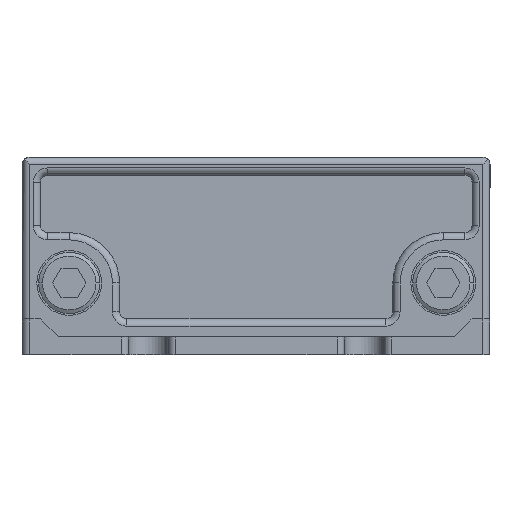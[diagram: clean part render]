
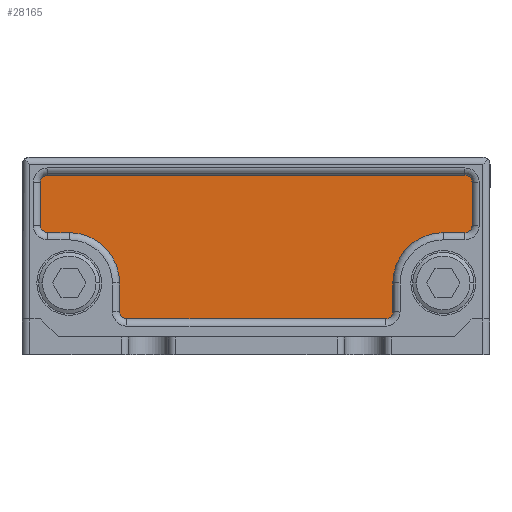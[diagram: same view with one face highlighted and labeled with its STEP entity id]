
A CAD part, left-side view. The second image highlights one B-rep face of the part: STEP entity #28165.
In plain terms, the highlighted planar face has unit normal (-1, 0, 0).
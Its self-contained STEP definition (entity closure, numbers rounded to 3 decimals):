
#27497=CARTESIAN_POINT('',(22.5,13.5,6.));
#27498=VERTEX_POINT('',#27497);
#27505=CARTESIAN_POINT('',(22.5,14.5,5.));
#27506=VERTEX_POINT('',#27505);
#27507=CARTESIAN_POINT('',(22.5,14.5,6.));
#27508=DIRECTION('',(-1.0,0.0,0.0));
#27509=DIRECTION('',(0.0,-1.0,0.0));
#27510=AXIS2_PLACEMENT_3D('',#27507,#27508,#27509);
#27511=CIRCLE('',#27510,1.0);
#27512=EDGE_CURVE('',#27506,#27498,#27511,.T.);
#27529=CARTESIAN_POINT('',(22.5,13.5,10.0));
#27530=VERTEX_POINT('',#27529);
#27537=CARTESIAN_POINT('',(22.5,13.5,10.0));
#27538=DIRECTION('',(0.0,0.0,-1.0));
#27539=VECTOR('',#27538,4.);
#27540=LINE('',#27537,#27539);
#27541=EDGE_CURVE('',#27530,#27498,#27540,.T.);
#27553=CARTESIAN_POINT('',(22.5,6.5,17.0));
#27554=VERTEX_POINT('',#27553);
#27561=CARTESIAN_POINT('',(22.5,6.5,10.0));
#27562=DIRECTION('',(-1.0,0.0,0.0));
#27563=DIRECTION('',(0.0,-1.0,0.0));
#27564=AXIS2_PLACEMENT_3D('',#27561,#27562,#27563);
#27565=CIRCLE('',#27564,7.0);
#27566=EDGE_CURVE('',#27554,#27530,#27565,.T.);
#27578=CARTESIAN_POINT('',(22.5,3.5,17.0));
#27579=VERTEX_POINT('',#27578);
#27586=CARTESIAN_POINT('',(22.5,6.5,17.0));
#27587=DIRECTION('',(0.0,-1.0,0.0));
#27588=VECTOR('',#27587,3.0);
#27589=LINE('',#27586,#27588);
#27590=EDGE_CURVE('',#27554,#27579,#27589,.T.);
#27602=CARTESIAN_POINT('',(22.5,2.5,18.0));
#27603=VERTEX_POINT('',#27602);
#27610=CARTESIAN_POINT('',(22.5,3.5,18.0));
#27611=DIRECTION('',(-1.0,0.0,0.0));
#27612=DIRECTION('',(0.0,-1.0,0.0));
#27613=AXIS2_PLACEMENT_3D('',#27610,#27611,#27612);
#27614=CIRCLE('',#27613,1.0);
#27615=EDGE_CURVE('',#27579,#27603,#27614,.T.);
#27627=CARTESIAN_POINT('',(22.5,2.5,24.));
#27628=VERTEX_POINT('',#27627);
#27635=CARTESIAN_POINT('',(22.5,2.5,24.));
#27636=DIRECTION('',(0.0,0.0,-1.0));
#27637=VECTOR('',#27636,6.0);
#27638=LINE('',#27635,#27637);
#27639=EDGE_CURVE('',#27628,#27603,#27638,.T.);
#27651=CARTESIAN_POINT('',(22.5,3.5,25.));
#27652=VERTEX_POINT('',#27651);
#27659=CARTESIAN_POINT('',(22.5,3.5,24.));
#27660=DIRECTION('',(-1.0,0.0,0.0));
#27661=DIRECTION('',(0.0,-1.0,0.0));
#27662=AXIS2_PLACEMENT_3D('',#27659,#27660,#27661);
#27663=CIRCLE('',#27662,1.0);
#27664=EDGE_CURVE('',#27628,#27652,#27663,.T.);
#27676=CARTESIAN_POINT('',(22.5,61.5,25.0));
#27677=VERTEX_POINT('',#27676);
#27684=CARTESIAN_POINT('',(22.5,61.5,25.0));
#27685=DIRECTION('',(0.0,-1.0,0.0));
#27686=VECTOR('',#27685,58.0);
#27687=LINE('',#27684,#27686);
#27688=EDGE_CURVE('',#27677,#27652,#27687,.T.);
#27960=CARTESIAN_POINT('',(22.5,50.5,5.));
#27961=VERTEX_POINT('',#27960);
#27962=CARTESIAN_POINT('',(22.5,50.5,5.));
#27963=DIRECTION('',(0.0,-1.0,0.0));
#27964=VECTOR('',#27963,36.0);
#27965=LINE('',#27962,#27964);
#27966=EDGE_CURVE('',#27961,#27506,#27965,.T.);
#27984=CARTESIAN_POINT('',(22.5,51.5,6.));
#27985=VERTEX_POINT('',#27984);
#27986=CARTESIAN_POINT('',(22.5,50.5,6.));
#27987=DIRECTION('',(-1.0,0.0,0.0));
#27988=DIRECTION('',(0.0,-1.0,0.0));
#27989=AXIS2_PLACEMENT_3D('',#27986,#27987,#27988);
#27990=CIRCLE('',#27989,1.0);
#27991=EDGE_CURVE('',#27985,#27961,#27990,.T.);
#28009=CARTESIAN_POINT('',(22.5,51.5,10.0));
#28010=VERTEX_POINT('',#28009);
#28011=CARTESIAN_POINT('',(22.5,51.5,10.0));
#28012=DIRECTION('',(0.0,0.0,-1.0));
#28013=VECTOR('',#28012,4.);
#28014=LINE('',#28011,#28013);
#28015=EDGE_CURVE('',#28010,#27985,#28014,.T.);
#28033=CARTESIAN_POINT('',(22.5,58.5,17.0));
#28034=VERTEX_POINT('',#28033);
#28035=CARTESIAN_POINT('',(22.5,58.5,10.0));
#28036=DIRECTION('',(-1.0,0.0,0.0));
#28037=DIRECTION('',(0.0,-1.0,0.0));
#28038=AXIS2_PLACEMENT_3D('',#28035,#28036,#28037);
#28039=CIRCLE('',#28038,7.0);
#28040=EDGE_CURVE('',#28010,#28034,#28039,.T.);
#28058=CARTESIAN_POINT('',(22.5,61.5,17.0));
#28059=VERTEX_POINT('',#28058);
#28060=CARTESIAN_POINT('',(22.5,58.5,17.0));
#28061=DIRECTION('',(0.0,1.0,0.0));
#28062=VECTOR('',#28061,3.0);
#28063=LINE('',#28060,#28062);
#28064=EDGE_CURVE('',#28034,#28059,#28063,.T.);
#28082=CARTESIAN_POINT('',(22.5,62.5,18.0));
#28083=VERTEX_POINT('',#28082);
#28084=CARTESIAN_POINT('',(22.5,61.5,18.0));
#28085=DIRECTION('',(-1.0,0.0,0.0));
#28086=DIRECTION('',(0.0,-1.0,0.0));
#28087=AXIS2_PLACEMENT_3D('',#28084,#28085,#28086);
#28088=CIRCLE('',#28087,1.0);
#28089=EDGE_CURVE('',#28083,#28059,#28088,.T.);
#28107=CARTESIAN_POINT('',(22.5,62.5,24.0));
#28108=VERTEX_POINT('',#28107);
#28109=CARTESIAN_POINT('',(22.5,62.5,18.0));
#28110=DIRECTION('',(0.0,0.0,1.0));
#28111=VECTOR('',#28110,6.0);
#28112=LINE('',#28109,#28111);
#28113=EDGE_CURVE('',#28083,#28108,#28112,.T.);
#28131=CARTESIAN_POINT('',(22.5,61.5,24.0));
#28132=DIRECTION('',(-1.0,0.0,0.0));
#28133=DIRECTION('',(0.0,-1.0,0.0));
#28134=AXIS2_PLACEMENT_3D('',#28131,#28132,#28133);
#28135=CIRCLE('',#28134,1.0);
#28136=EDGE_CURVE('',#27677,#28108,#28135,.T.);
#28142=CARTESIAN_POINT('',(22.5,32.5,16.594));
#28143=DIRECTION('',(-1.0,0.0,0.0));
#28144=DIRECTION('',(0.0,-1.0,0.0));
#28145=AXIS2_PLACEMENT_3D('',#28142,#28143,#28144);
#28146=PLANE('',#28145);
#28147=ORIENTED_EDGE('',*,*,#27512,.T.);
#28148=ORIENTED_EDGE('',*,*,#27541,.F.);
#28149=ORIENTED_EDGE('',*,*,#27566,.F.);
#28150=ORIENTED_EDGE('',*,*,#27590,.T.);
#28151=ORIENTED_EDGE('',*,*,#27615,.T.);
#28152=ORIENTED_EDGE('',*,*,#27639,.F.);
#28153=ORIENTED_EDGE('',*,*,#27664,.T.);
#28154=ORIENTED_EDGE('',*,*,#27688,.F.);
#28155=ORIENTED_EDGE('',*,*,#28136,.T.);
#28156=ORIENTED_EDGE('',*,*,#28113,.F.);
#28157=ORIENTED_EDGE('',*,*,#28089,.T.);
#28158=ORIENTED_EDGE('',*,*,#28064,.F.);
#28159=ORIENTED_EDGE('',*,*,#28040,.F.);
#28160=ORIENTED_EDGE('',*,*,#28015,.T.);
#28161=ORIENTED_EDGE('',*,*,#27991,.T.);
#28162=ORIENTED_EDGE('',*,*,#27966,.T.);
#28163=EDGE_LOOP('',(#28147,#28148,#28149,#28150,#28151,#28152,#28153,#28154,#28155,#28156,#28157,#28158,#28159,#28160,#28161,#28162));
#28164=FACE_OUTER_BOUND('',#28163,.T.);
#28165=ADVANCED_FACE('',(#28164),#28146,.T.);
